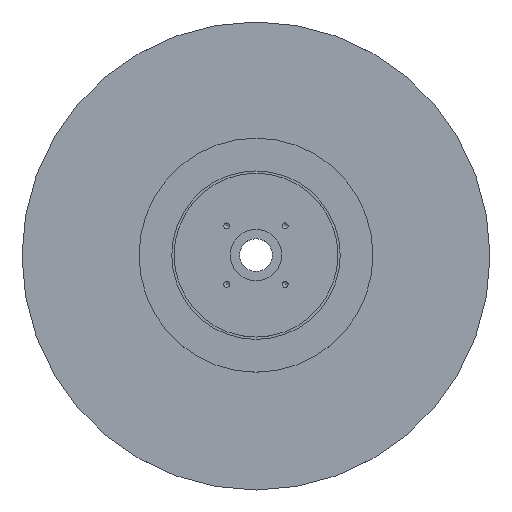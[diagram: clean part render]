
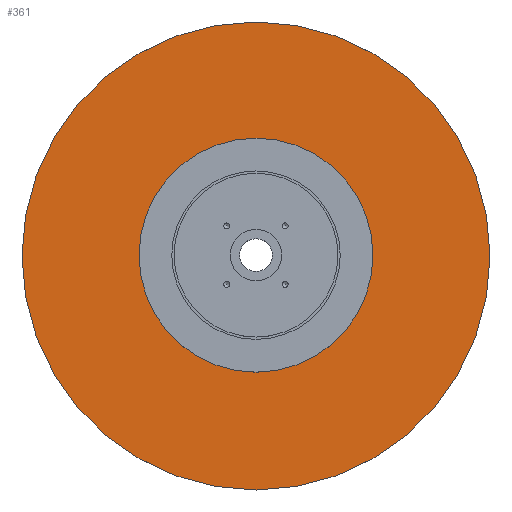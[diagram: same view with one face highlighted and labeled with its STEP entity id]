
A CAD part, top view. The second image highlights one B-rep face of the part: STEP entity #361.
In plain terms, the highlighted planar face has unit normal (0, 0, 1).
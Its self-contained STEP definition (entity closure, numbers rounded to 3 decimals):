
#69=FACE_BOUND('',#112,.T.);
#83=FACE_OUTER_BOUND('',#111,.T.);
#111=EDGE_LOOP('',(#259));
#112=EDGE_LOOP('',(#260));
#153=CIRCLE('',#404,100.);
#154=CIRCLE('',#405,36.);
#181=VERTEX_POINT('',#593);
#182=VERTEX_POINT('',#595);
#213=EDGE_CURVE('',#181,#181,#153,.T.);
#214=EDGE_CURVE('',#182,#182,#154,.T.);
#259=ORIENTED_EDGE('',*,*,#213,.T.);
#260=ORIENTED_EDGE('',*,*,#214,.F.);
#351=PLANE('',#403);
#361=ADVANCED_FACE('',(#83,#69),#351,.T.);
#403=AXIS2_PLACEMENT_3D('',#592,#461,#462);
#404=AXIS2_PLACEMENT_3D('',#594,#463,#464);
#405=AXIS2_PLACEMENT_3D('',#596,#465,#466);
#461=DIRECTION('center_axis',(0.,0.,1.));
#462=DIRECTION('ref_axis',(-1.,0.,0.));
#463=DIRECTION('center_axis',(0.,0.,1.));
#464=DIRECTION('ref_axis',(-1.,0.,0.));
#465=DIRECTION('center_axis',(0.,0.,1.));
#466=DIRECTION('ref_axis',(1.,0.,0.));
#592=CARTESIAN_POINT('Origin',(0.,0.,-200.));
#593=CARTESIAN_POINT('',(100.,0.,-200.));
#594=CARTESIAN_POINT('Origin',(0.,0.,-200.));
#595=CARTESIAN_POINT('',(-36.,0.,-200.));
#596=CARTESIAN_POINT('Origin',(0.,0.,-200.));
